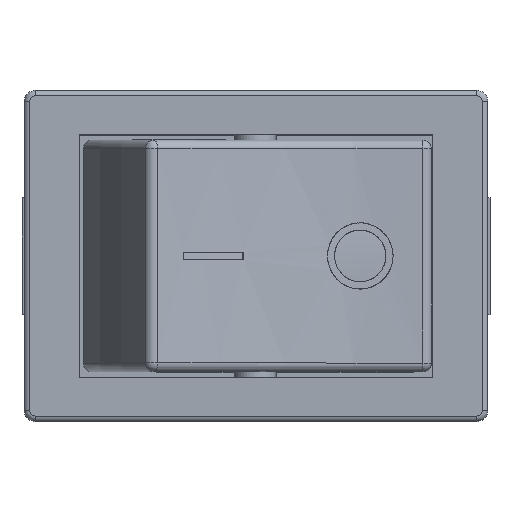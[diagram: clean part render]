
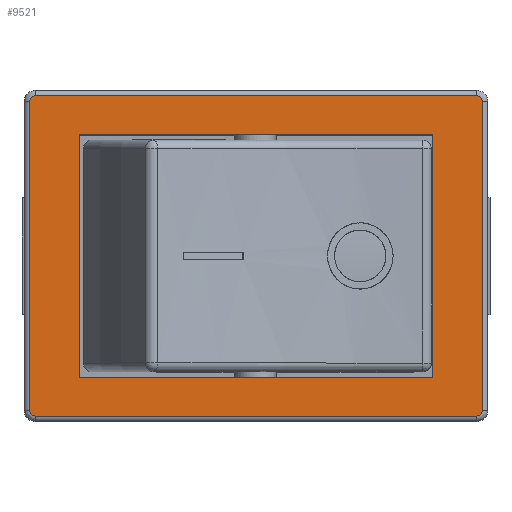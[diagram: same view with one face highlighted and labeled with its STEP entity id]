
A CAD part, top view. The second image highlights one B-rep face of the part: STEP entity #9521.
In plain terms, the highlighted planar face has unit normal (0, 0, 1).
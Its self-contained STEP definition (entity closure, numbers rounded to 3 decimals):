
#250=FACE_BOUND('',#1174,.T.);
#635=FACE_OUTER_BOUND('',#1173,.T.);
#1173=EDGE_LOOP('',(#8123,#8124,#8125,#8126,#8127,#8128,#8129,#8130));
#1174=EDGE_LOOP('',(#8131,#8132,#8133,#8134));
#1319=CIRCLE('',#10011,0.25);
#1323=CIRCLE('',#10015,0.25);
#1327=CIRCLE('',#10021,0.25);
#1331=CIRCLE('',#10025,0.25);
#2361=LINE('',#15348,#3541);
#2364=LINE('',#15354,#3544);
#2367=LINE('',#15360,#3547);
#2370=LINE('',#15364,#3550);
#2371=LINE('',#15371,#3551);
#2373=LINE('',#15407,#3553);
#2376=LINE('',#15414,#3556);
#2378=LINE('',#15445,#3558);
#3541=VECTOR('',#11864,10.);
#3544=VECTOR('',#11869,10.);
#3547=VECTOR('',#11874,10.);
#3550=VECTOR('',#11879,10.);
#3551=VECTOR('',#11886,10.);
#3553=VECTOR('',#11906,10.);
#3556=VECTOR('',#11913,10.);
#3558=VECTOR('',#11929,10.);
#4477=VERTEX_POINT('',#15345);
#4478=VERTEX_POINT('',#15347);
#4480=VERTEX_POINT('',#15353);
#4482=VERTEX_POINT('',#15359);
#4484=VERTEX_POINT('',#15368);
#4485=VERTEX_POINT('',#15370);
#4488=VERTEX_POINT('',#15385);
#4489=VERTEX_POINT('',#15398);
#4492=VERTEX_POINT('',#15405);
#4493=VERTEX_POINT('',#15410);
#4496=VERTEX_POINT('',#15425);
#4497=VERTEX_POINT('',#15438);
#5714=EDGE_CURVE('',#4478,#4477,#2361,.T.);
#5717=EDGE_CURVE('',#4480,#4478,#2364,.T.);
#5720=EDGE_CURVE('',#4482,#4480,#2367,.T.);
#5723=EDGE_CURVE('',#4477,#4482,#2370,.T.);
#5725=EDGE_CURVE('',#4484,#4485,#2371,.T.);
#5729=EDGE_CURVE('',#4488,#4484,#1319,.T.);
#5733=EDGE_CURVE('',#4485,#4489,#1323,.T.);
#5735=EDGE_CURVE('',#4492,#4488,#2373,.T.);
#5739=EDGE_CURVE('',#4489,#4493,#2376,.T.);
#5741=EDGE_CURVE('',#4496,#4492,#1327,.T.);
#5745=EDGE_CURVE('',#4493,#4497,#1331,.T.);
#5747=EDGE_CURVE('',#4497,#4496,#2378,.T.);
#8123=ORIENTED_EDGE('',*,*,#5725,.F.);
#8124=ORIENTED_EDGE('',*,*,#5729,.F.);
#8125=ORIENTED_EDGE('',*,*,#5735,.F.);
#8126=ORIENTED_EDGE('',*,*,#5741,.F.);
#8127=ORIENTED_EDGE('',*,*,#5747,.F.);
#8128=ORIENTED_EDGE('',*,*,#5745,.F.);
#8129=ORIENTED_EDGE('',*,*,#5739,.F.);
#8130=ORIENTED_EDGE('',*,*,#5733,.F.);
#8131=ORIENTED_EDGE('',*,*,#5714,.T.);
#8132=ORIENTED_EDGE('',*,*,#5723,.T.);
#8133=ORIENTED_EDGE('',*,*,#5720,.T.);
#8134=ORIENTED_EDGE('',*,*,#5717,.T.);
#9056=PLANE('',#10031);
#9521=ADVANCED_FACE('',(#635,#250),#9056,.T.);
#10011=AXIS2_PLACEMENT_3D('',#15387,#11892,#11893);
#10015=AXIS2_PLACEMENT_3D('',#15402,#11900,#11901);
#10021=AXIS2_PLACEMENT_3D('',#15427,#11916,#11917);
#10025=AXIS2_PLACEMENT_3D('',#15442,#11924,#11925);
#10031=AXIS2_PLACEMENT_3D('',#15455,#11943,#11944);
#11864=DIRECTION('',(0.,1.,0.));
#11869=DIRECTION('',(-1.,0.,0.));
#11874=DIRECTION('',(0.,-1.,0.));
#11879=DIRECTION('',(1.,0.,0.));
#11886=DIRECTION('',(1.,0.,0.));
#11892=DIRECTION('center_axis',(0.,0.,
-1.));
#11893=DIRECTION('ref_axis',(-0.707,0.707,0.));
#11900=DIRECTION('center_axis',(0.,0.,
-1.));
#11901=DIRECTION('ref_axis',(0.707,0.707,0.));
#11906=DIRECTION('',(0.,1.,0.));
#11913=DIRECTION('',(0.,-1.,0.));
#11916=DIRECTION('center_axis',(0.,0.,
-1.));
#11917=DIRECTION('ref_axis',(-0.707,-0.707,0.));
#11924=DIRECTION('center_axis',(0.,0.,
-1.));
#11925=DIRECTION('ref_axis',(0.707,-0.707,0.));
#11929=DIRECTION('',(-1.,0.,0.));
#11943=DIRECTION('center_axis',(0.,0.,
1.));
#11944=DIRECTION('ref_axis',(1.,0.,0.));
#15345=CARTESIAN_POINT('',(-8.,5.5,16.4));
#15347=CARTESIAN_POINT('',(-8.,-5.5,16.4));
#15348=CARTESIAN_POINT('',(-8.,2.75,16.4));
#15353=CARTESIAN_POINT('',(8.,-5.5,16.4));
#15354=CARTESIAN_POINT('',(-4.,-5.5,16.4));
#15359=CARTESIAN_POINT('',(8.,5.5,16.4));
#15360=CARTESIAN_POINT('',(8.,-2.75,16.4));
#15364=CARTESIAN_POINT('',(4.,5.5,16.4));
#15368=CARTESIAN_POINT('',(-10.,7.25,16.4));
#15370=CARTESIAN_POINT('',(10.,7.25,16.4));
#15371=CARTESIAN_POINT('',(-5.,7.25,16.4));
#15385=CARTESIAN_POINT('',(-10.25,7.,16.4));
#15387=CARTESIAN_POINT('Origin',(-10.,7.,16.4));
#15398=CARTESIAN_POINT('',(10.25,7.,16.4));
#15402=CARTESIAN_POINT('Origin',(10.,7.,16.4));
#15405=CARTESIAN_POINT('',(-10.25,-7.,16.4));
#15407=CARTESIAN_POINT('',(-10.25,-3.5,16.4));
#15410=CARTESIAN_POINT('',(10.25,-7.,16.4));
#15414=CARTESIAN_POINT('',(10.25,3.5,16.4));
#15425=CARTESIAN_POINT('',(-10.,-7.25,16.4));
#15427=CARTESIAN_POINT('Origin',(-10.,-7.,16.4));
#15438=CARTESIAN_POINT('',(10.,-7.25,16.4));
#15442=CARTESIAN_POINT('Origin',(10.,-7.,16.4));
#15445=CARTESIAN_POINT('',(5.,-7.25,16.4));
#15455=CARTESIAN_POINT('Origin',(0.,0.,16.4));
